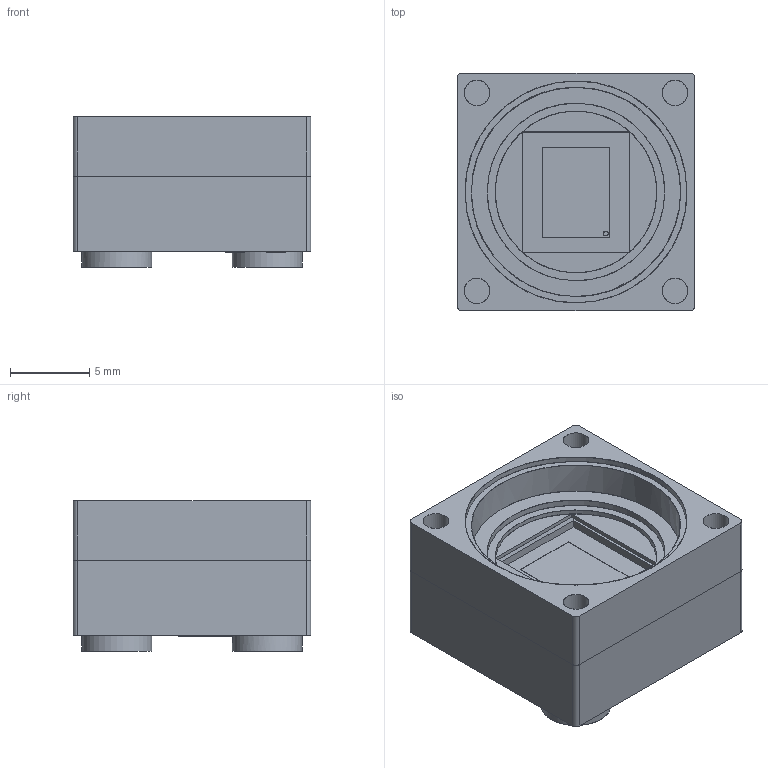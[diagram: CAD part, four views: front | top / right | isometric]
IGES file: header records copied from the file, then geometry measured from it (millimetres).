
Global section: file name: IGES-MU9PM-MH.igs; native system: NX V11.0; preprocessor: SIEMENS PLM Software NX 11.0; date: 20180413.170411; units: millimetre
Bounding box: 15 x 15 x 9.5 mm (x, y, z)
Surface area: 3253 mm2 (no closed solid volume)
Topology: 0 solids, 0 shells, 3596 faces, 30666 edges, 40225 vertices
Faces by surface type: bspline 3596
